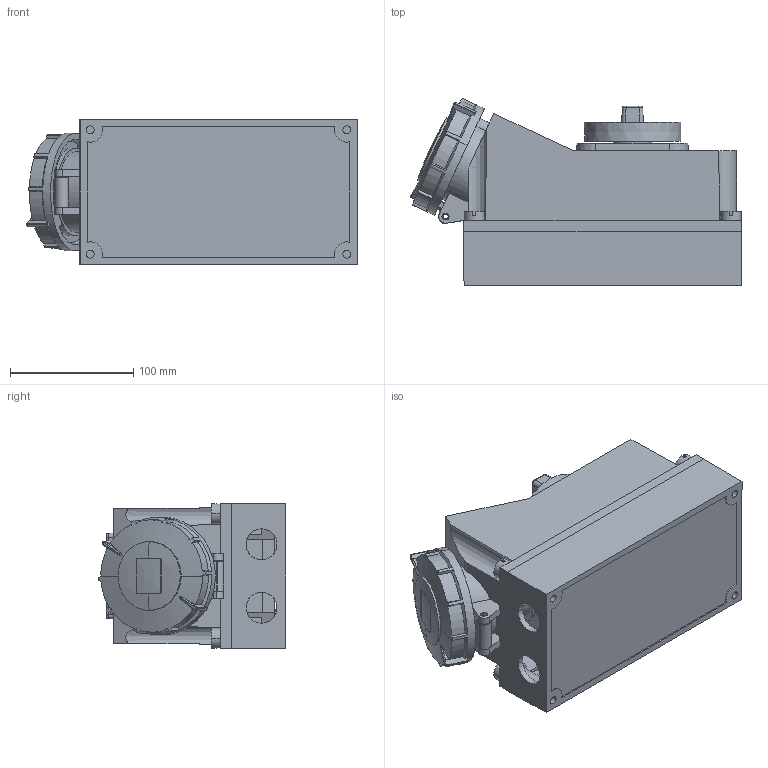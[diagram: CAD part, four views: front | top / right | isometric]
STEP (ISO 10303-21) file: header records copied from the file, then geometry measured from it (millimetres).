
FILE_DESCRIPTION (( 'STEP AP214' ), '1' );
FILE_NAME ('PSR11-032-3-5-67 Ðîçåòêà ñ ìåõ. áëîê. ÑÑÈ-823 32À-6÷ 220Â 2P+PE IP67 IEK.STEP', '2025-01-23T13:36:26', ( '' ), ( '' ), 'SwSTEP 2.0', 'SolidWorks 2022', '' );
FILE_SCHEMA (( 'AUTOMOTIVE_DESIGN' ));
Length unit declared in the file: millimetre
Products named in the file (1): PSR11-032-3-5-67 Розетка с мех. блок. ССИ-823 32А-6ч 220В 2P+PE IP67 IEK
Bounding box: 268.05 x 151.73 x 118 mm (x, y, z)
Volume: 1073449.9 mm3; surface area: 396405.4 mm2
Topology: 3 solids, 21 shells, 868 faces, 2315 edges, 1541 vertices
Faces by surface type: plane 433, cylinder 245, bspline 79, cone 76, torus 30, sphere 5
Entity records: 37193 total; most frequent: CARTESIAN_POINT 16048, ORIENTED_EDGE 4616, DIRECTION 4057, EDGE_CURVE 2308, VERTEX_POINT 1538, AXIS2_PLACEMENT_3D 1435, LINE 1187, VECTOR 1187
